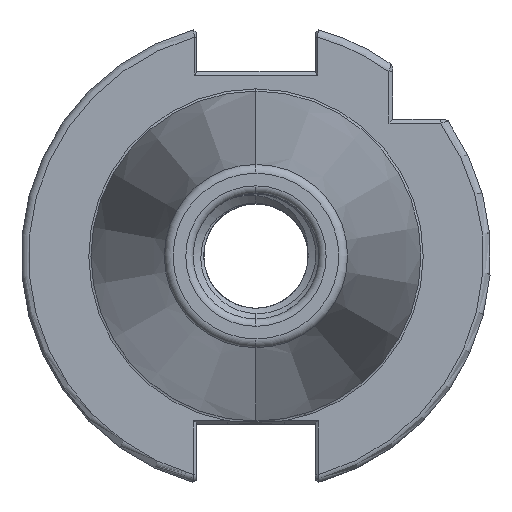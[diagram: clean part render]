
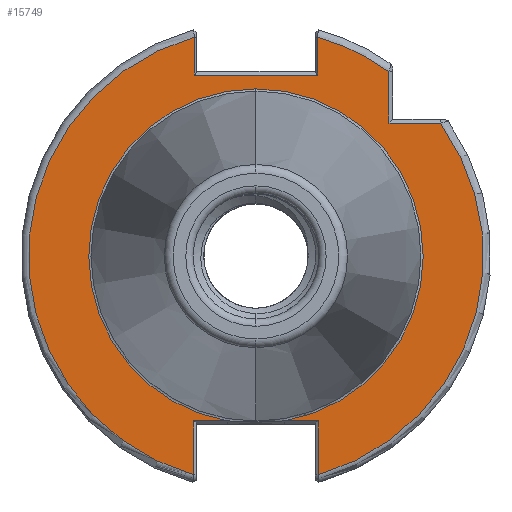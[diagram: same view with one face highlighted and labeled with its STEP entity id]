
A CAD part, left-side view. The second image highlights one B-rep face of the part: STEP entity #15749.
In plain terms, the highlighted planar face has unit normal (-1, 0, 0).
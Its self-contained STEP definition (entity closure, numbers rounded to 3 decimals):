
#5445 = EDGE_CURVE ( 'NONE', #15159, #15212, #16824, .T. ) ;
#5625 = EDGE_CURVE ( 'NONE', #15381, #15363, #16973, .T. ) ;
#5641 = EDGE_CURVE ( 'NONE', #15354, #15387, #16988, .T. ) ;
#5645 = EDGE_CURVE ( 'NONE', #15363, #15350, #16946, .T. ) ;
#5648 = EDGE_CURVE ( 'NONE', #15350, #15400, #17043, .T. ) ;
#5650 = EDGE_CURVE ( 'NONE', #15383, #15381, #17045, .T. ) ;
#5656 = EDGE_CURVE ( 'NONE', #15212, #15394, #17028, .T. ) ;
#5668 = EDGE_CURVE ( 'NONE', #15382, #15380, #17022, .T. ) ;
#5671 = EDGE_CURVE ( 'NONE', #15394, #15403, #17024, .T. ) ;
#5676 = EDGE_CURVE ( 'NONE', #15400, #15159, #17010, .T. ) ;
#5677 = EDGE_CURVE ( 'NONE', #15403, #15354, #17047, .T. ) ;
#5681 = EDGE_CURVE ( 'NONE', #15380, #15383, #17039, .T. ) ;
#5682 = EDGE_CURVE ( 'NONE', #15387, #15402, #16995, .T. ) ;
#5700 = EDGE_CURVE ( 'NONE', #15402, #15382, #17017, .T. ) ;
#7605 = ORIENTED_EDGE ( 'NONE', *, *, #5650, .T. ) ;
#7622 = ORIENTED_EDGE ( 'NONE', *, *, #5648, .T. ) ;
#7650 = ORIENTED_EDGE ( 'NONE', *, *, #5676, .T. ) ;
#7658 = ORIENTED_EDGE ( 'NONE', *, *, #5656, .T. ) ;
#7665 = ORIENTED_EDGE ( 'NONE', *, *, #5681, .T. ) ;
#7678 = ORIENTED_EDGE ( 'NONE', *, *, #5671, .T. ) ;
#7680 = ORIENTED_EDGE ( 'NONE', *, *, #5641, .T. ) ;
#7682 = ORIENTED_EDGE ( 'NONE', *, *, #5445, .T. ) ;
#7684 = ORIENTED_EDGE ( 'NONE', *, *, #5700, .T. ) ;
#7686 = ORIENTED_EDGE ( 'NONE', *, *, #5625, .T. ) ;
#7688 = ORIENTED_EDGE ( 'NONE', *, *, #5677, .T. ) ;
#7698 = ORIENTED_EDGE ( 'NONE', *, *, #5668, .T. ) ;
#7706 = ORIENTED_EDGE ( 'NONE', *, *, #5682, .T. ) ;
#7718 = ORIENTED_EDGE ( 'NONE', *, *, #5645, .T. ) ;
#8282 = PLANE ( 'NONE',  #11038 ) ;
#8294 = DIRECTION ( 'NONE',  ( 0., 0., -1. ) ) ;
#8310 = DIRECTION ( 'NONE',  ( 1., 0., 0. ) ) ;
#8311 = CARTESIAN_POINT ( 'NONE',  ( 0., 22.692, 0. ) ) ;
#8664 = CARTESIAN_POINT ( 'NONE',  ( 0., 0., 22.627 ) ) ;
#8688 = CARTESIAN_POINT ( 'NONE',  ( 0., -3.833, -22.3 ) ) ;
#8768 = CARTESIAN_POINT ( 'NONE',  ( 0., 8.451, -22.3 ) ) ;
#8776 = CARTESIAN_POINT ( 'NONE',  ( 0., -24.962, 18. ) ) ;
#8838 = CARTESIAN_POINT ( 'NONE',  ( 0., -8.335, 24.5 ) ) ;
#8839 = CARTESIAN_POINT ( 'NONE',  ( 0., 3.833, -22.3 ) ) ;
#8844 = CARTESIAN_POINT ( 'NONE',  ( 0., 8.451, -29.592 ) ) ;
#8845 = CARTESIAN_POINT ( 'NONE',  ( 0., -18., 18. ) ) ;
#8854 = CARTESIAN_POINT ( 'NONE',  ( 0., -8.451, -22.3 ) ) ;
#8855 = CARTESIAN_POINT ( 'NONE',  ( 0., -8.451, -29.592 ) ) ;
#8861 = CARTESIAN_POINT ( 'NONE',  ( 0., 8.335, 24.5 ) ) ;
#8863 = CARTESIAN_POINT ( 'NONE',  ( 0., -18., 24.962 ) ) ;
#8866 = CARTESIAN_POINT ( 'NONE',  ( 0., 8.335, 29.625 ) ) ;
#8870 = CARTESIAN_POINT ( 'NONE',  ( 0., -8.335, 29.625 ) ) ;
#11038 = AXIS2_PLACEMENT_3D ( 'NONE', #8311, #8310, #8294 ) ;
#14688 = AXIS2_PLACEMENT_3D ( 'NONE', #15765, #15774, #15787 ) ;
#14784 = AXIS2_PLACEMENT_3D ( 'NONE', #19860, #19859, #19862 ) ;
#14790 = AXIS2_PLACEMENT_3D ( 'NONE', #19440, #19458, #19451 ) ;
#14809 = AXIS2_PLACEMENT_3D ( 'NONE', #19863, #19865, #19868 ) ;
#14810 = AXIS2_PLACEMENT_3D ( 'NONE', #20113, #20090, #20105 ) ;
#15041 = EDGE_LOOP ( 'NONE', ( #7680, #7706, #7684, #7698, #7665, #7605, #7686, #7718, #7622, #7650, #7682, #7658, #7678, #7688 ) ) ;
#15159 = VERTEX_POINT ( 'NONE', #8664 ) ;
#15212 = VERTEX_POINT ( 'NONE', #8688 ) ;
#15350 = VERTEX_POINT ( 'NONE', #8768 ) ;
#15354 = VERTEX_POINT ( 'NONE', #8776 ) ;
#15363 = VERTEX_POINT ( 'NONE', #8844 ) ;
#15380 = VERTEX_POINT ( 'NONE', #8838 ) ;
#15381 = VERTEX_POINT ( 'NONE', #8866 ) ;
#15382 = VERTEX_POINT ( 'NONE', #8870 ) ;
#15383 = VERTEX_POINT ( 'NONE', #8861 ) ;
#15387 = VERTEX_POINT ( 'NONE', #8845 ) ;
#15394 = VERTEX_POINT ( 'NONE', #8854 ) ;
#15400 = VERTEX_POINT ( 'NONE', #8839 ) ;
#15402 = VERTEX_POINT ( 'NONE', #8863 ) ;
#15403 = VERTEX_POINT ( 'NONE', #8855 ) ;
#15749 = ADVANCED_FACE ( 'NONE', ( #17789 ), #8282, .F. ) ;
#15765 = CARTESIAN_POINT ( 'NONE',  ( 0., 0., 0. ) ) ;
#15774 = DIRECTION ( 'NONE',  ( 1., 0., 0. ) ) ;
#15787 = DIRECTION ( 'NONE',  ( 0., 0., -1. ) ) ;
#16824 = CIRCLE ( 'NONE', #14688, 22.627 ) ;
#16946 = LINE ( 'NONE', #19658, #16947 ) ;
#16947 = VECTOR ( 'NONE', #19646, 1000. ) ;
#16973 = CIRCLE ( 'NONE', #14790, 30.775 ) ;
#16988 = LINE ( 'NONE', #19641, #16991 ) ;
#16991 = VECTOR ( 'NONE', #19648, 1000. ) ;
#16995 = LINE ( 'NONE', #19850, #17012 ) ;
#16996 = VECTOR ( 'NONE', #19886, 1000. ) ;
#17007 = VECTOR ( 'NONE', #19826, 1000. ) ;
#17010 = CIRCLE ( 'NONE', #14784, 22.627 ) ;
#17012 = VECTOR ( 'NONE', #19884, 1000. ) ;
#17017 = CIRCLE ( 'NONE', #14810, 30.775 ) ;
#17022 = LINE ( 'NONE', #19806, #17007 ) ;
#17024 = LINE ( 'NONE', #19858, #17030 ) ;
#17028 = LINE ( 'NONE', #19689, #17031 ) ;
#17030 = VECTOR ( 'NONE', #19857, 1000. ) ;
#17031 = VECTOR ( 'NONE', #19703, 1000. ) ;
#17039 = LINE ( 'NONE', #19874, #16996 ) ;
#17043 = LINE ( 'NONE', #19672, #17044 ) ;
#17044 = VECTOR ( 'NONE', #19673, 1000. ) ;
#17045 = LINE ( 'NONE', #19662, #17049 ) ;
#17047 = CIRCLE ( 'NONE', #14809, 30.775 ) ;
#17049 = VECTOR ( 'NONE', #19671, 1000. ) ;
#17789 = FACE_OUTER_BOUND ( 'NONE', #15041, .T. ) ;
#19440 = CARTESIAN_POINT ( 'NONE',  ( 0., 0., 0. ) ) ;
#19451 = DIRECTION ( 'NONE',  ( 0., 0., -1. ) ) ;
#19458 = DIRECTION ( 'NONE',  ( -1., 0., 0. ) ) ;
#19641 = CARTESIAN_POINT ( 'NONE',  ( 0., -18.5, 18. ) ) ;
#19646 = DIRECTION ( 'NONE',  ( 0., 0., 1. ) ) ;
#19648 = DIRECTION ( 'NONE',  ( 0., 1., 0. ) ) ;
#19658 = CARTESIAN_POINT ( 'NONE',  ( 0., 8.451, 0. ) ) ;
#19662 = CARTESIAN_POINT ( 'NONE',  ( 0., 8.335, 29.704 ) ) ;
#19671 = DIRECTION ( 'NONE',  ( 0., 0., 1. ) ) ;
#19672 = CARTESIAN_POINT ( 'NONE',  ( 0., 22.692, -22.3 ) ) ;
#19673 = DIRECTION ( 'NONE',  ( 0., -1., 0. ) ) ;
#19689 = CARTESIAN_POINT ( 'NONE',  ( 0., 22.692, -22.3 ) ) ;
#19703 = DIRECTION ( 'NONE',  ( 0., -1., 0. ) ) ;
#19806 = CARTESIAN_POINT ( 'NONE',  ( 0., -8.335, 25. ) ) ;
#19826 = DIRECTION ( 'NONE',  ( 0., 0., -1. ) ) ;
#19850 = CARTESIAN_POINT ( 'NONE',  ( 0., -18., 24.594 ) ) ;
#19857 = DIRECTION ( 'NONE',  ( 0., 0., -1. ) ) ;
#19858 = CARTESIAN_POINT ( 'NONE',  ( 0., -8.451, 0. ) ) ;
#19859 = DIRECTION ( 'NONE',  ( 1., 0., 0. ) ) ;
#19860 = CARTESIAN_POINT ( 'NONE',  ( 0., 0., 0. ) ) ;
#19862 = DIRECTION ( 'NONE',  ( 0., 0., -1. ) ) ;
#19863 = CARTESIAN_POINT ( 'NONE',  ( 0., 0., 0. ) ) ;
#19865 = DIRECTION ( 'NONE',  ( -1., 0., 0. ) ) ;
#19868 = DIRECTION ( 'NONE',  ( 0., 0., -1. ) ) ;
#19874 = CARTESIAN_POINT ( 'NONE',  ( 0., 8.05, 24.5 ) ) ;
#19884 = DIRECTION ( 'NONE',  ( 0., 0., 1. ) ) ;
#19886 = DIRECTION ( 'NONE',  ( 0., 1., 0. ) ) ;
#20090 = DIRECTION ( 'NONE',  ( -1., 0., 0. ) ) ;
#20105 = DIRECTION ( 'NONE',  ( 0., 0., -1. ) ) ;
#20113 = CARTESIAN_POINT ( 'NONE',  ( 0., 0., 0. ) ) ;
